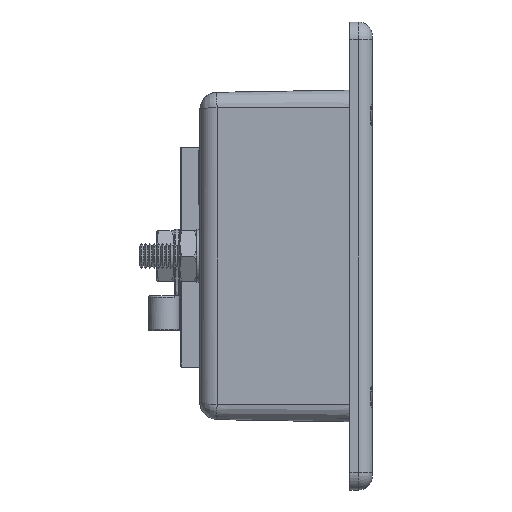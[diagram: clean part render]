
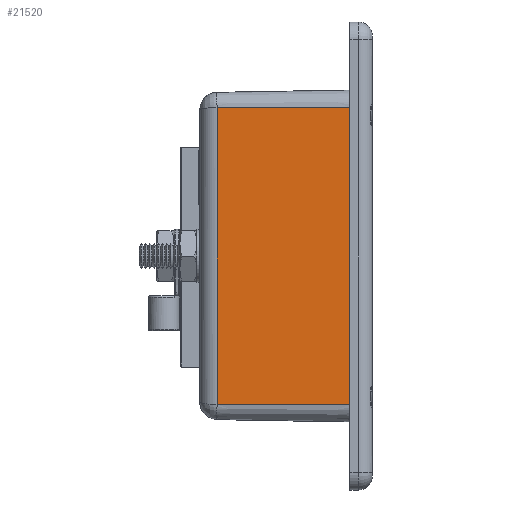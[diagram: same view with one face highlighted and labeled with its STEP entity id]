
A CAD part, left-side view. The second image highlights one B-rep face of the part: STEP entity #21520.
In plain terms, the highlighted planar face has unit normal (-1, 0.018, 0).
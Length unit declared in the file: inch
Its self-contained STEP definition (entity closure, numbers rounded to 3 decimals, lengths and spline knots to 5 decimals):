
#969 = LINE ( 'NONE', #31522, #119087 ) ;
#7012 = ORIENTED_EDGE ( 'NONE', *, *, #12169, .T. ) ;
#8064 = VERTEX_POINT ( 'NONE', #74221 ) ;
#9541 = VERTEX_POINT ( 'NONE', #45936 ) ;
#10349 = DIRECTION ( 'NONE',  ( -0.017, -1., 0. ) ) ;
#12169 = EDGE_CURVE ( 'NONE', #8064, #89656, #101680, .T. ) ;
#16915 = DIRECTION ( 'NONE',  ( -0.017, -1., 0. ) ) ;
#17676 = FACE_OUTER_BOUND ( 'NONE', #37589, .T. ) ;
#18145 = EDGE_CURVE ( 'NONE', #26122, #9541, #969, .T. ) ;
#21520 = ADVANCED_FACE ( 'NONE', ( #17676 ), #97639, .T. ) ;
#24682 = CARTESIAN_POINT ( 'NONE',  ( -2.18515, 0., -1.056 ) ) ;
#26122 = VERTEX_POINT ( 'NONE', #58805 ) ;
#31522 = CARTESIAN_POINT ( 'NONE',  ( -2.18515, 0., 1.0561 ) ) ;
#37589 = EDGE_LOOP ( 'NONE', ( #75227, #85499, #7012, #50907 ) ) ;
#38112 = LINE ( 'NONE', #98700, #106692 ) ;
#45936 = CARTESIAN_POINT ( 'NONE',  ( -2.18515, 0., 1.0561 ) ) ;
#46218 = EDGE_CURVE ( 'NONE', #89656, #9541, #38112, .T. ) ;
#50444 = CARTESIAN_POINT ( 'NONE',  ( -2.16865, 0.94518, -1.056 ) ) ;
#50907 = ORIENTED_EDGE ( 'NONE', *, *, #46218, .T. ) ;
#52787 = CARTESIAN_POINT ( 'NONE',  ( -2.18515, 0., -1.056 ) ) ;
#58805 = CARTESIAN_POINT ( 'NONE',  ( -2.16865, 0.94518, 1.0561 ) ) ;
#62171 = DIRECTION ( 'NONE',  ( -0.017, -1., 0. ) ) ;
#68847 = LINE ( 'NONE', #50444, #90698 ) ;
#74221 = CARTESIAN_POINT ( 'NONE',  ( -2.16865, 0.94518, -1.056 ) ) ;
#75227 = ORIENTED_EDGE ( 'NONE', *, *, #18145, .F. ) ;
#76826 = VECTOR ( 'NONE', #16915, 39.37008 ) ;
#85499 = ORIENTED_EDGE ( 'NONE', *, *, #91917, .T. ) ;
#89560 = AXIS2_PLACEMENT_3D ( 'NONE', #52787, #118000, #62171 ) ;
#89656 = VERTEX_POINT ( 'NONE', #94616 ) ;
#90698 = VECTOR ( 'NONE', #115639, 39.37008 ) ;
#91917 = EDGE_CURVE ( 'NONE', #26122, #8064, #68847, .T. ) ;
#94616 = CARTESIAN_POINT ( 'NONE',  ( -2.18515, 0., -1.056 ) ) ;
#97639 = PLANE ( 'NONE',  #89560 ) ;
#98700 = CARTESIAN_POINT ( 'NONE',  ( -2.18515, 0., -1.056 ) ) ;
#101680 = LINE ( 'NONE', #24682, #76826 ) ;
#106692 = VECTOR ( 'NONE', #108079, 39.37008 ) ;
#108079 = DIRECTION ( 'NONE',  ( 0., 0., 1. ) ) ;
#115639 = DIRECTION ( 'NONE',  ( 0., 0., -1. ) ) ;
#118000 = DIRECTION ( 'NONE',  ( -1., 0.017, 0. ) ) ;
#119087 = VECTOR ( 'NONE', #10349, 39.37008 ) ;
